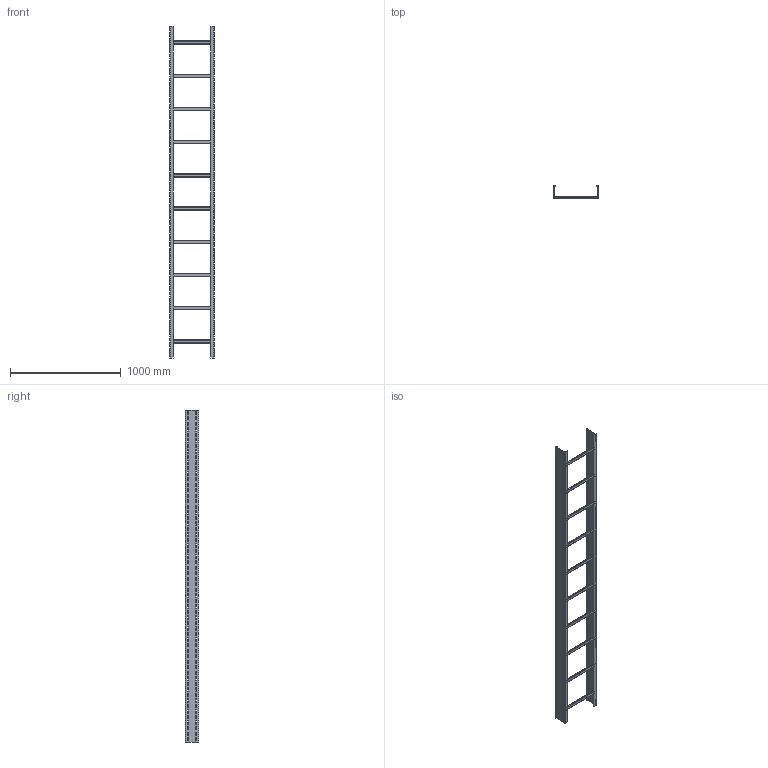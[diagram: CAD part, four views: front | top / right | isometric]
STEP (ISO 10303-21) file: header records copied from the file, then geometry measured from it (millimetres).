
FILE_DESCRIPTION((''),'2;1');
FILE_NAME('473240_PRT','2018-10-27T19:22:00',('tomasz.grudniewski'),(''),'CREO PARAMETRIC BY PTC INC, 2018260','CREO PARAMETRIC BY PTC INC, 2018260','');
FILE_SCHEMA(('CONFIG_CONTROL_DESIGN'));
Length unit declared in the file: millimetre
Products named in the file (1): 473240_PRT
Bounding box: 400 x 120 x 3000 mm (x, y, z)
Volume: 2289186.5 mm3; surface area: 2346257.6 mm2
Topology: 1 solids, 1 shells, 1236 faces, 3676 edges, 2424 vertices
Faces by surface type: plane 1144, cylinder 92
Entity records: 41658 total; most frequent: ORIENTED_EDGE 7352, CARTESIAN_POINT 7336, DIRECTION 6332, EDGE_CURVE 3676, VECTOR 3492, LINE 3492, VERTEX_POINT 2424, EDGE_LOOP 1716
